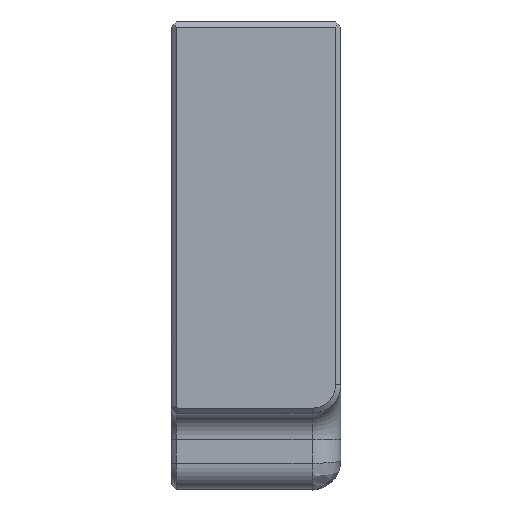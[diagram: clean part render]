
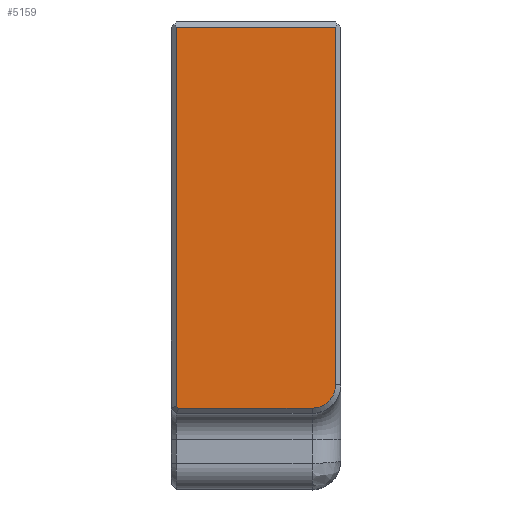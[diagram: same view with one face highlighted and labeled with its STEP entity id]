
A CAD part, top view. The second image highlights one B-rep face of the part: STEP entity #5159.
In plain terms, the highlighted planar face has unit normal (0, 0, 1).
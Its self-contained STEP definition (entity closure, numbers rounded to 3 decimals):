
#1591=DIRECTION('',(-1.,0.,0.));
#1592=VECTOR('',#1591,5.117);
#1593=CARTESIAN_POINT('',(-1.1,5.2,13.5));
#1594=LINE('',#1593,#1592);
#1598=DIRECTION('',(-0.707,0.707,0.));
#1599=VECTOR('',#1598,0.117);
#1600=CARTESIAN_POINT('',(-6.217,5.2,13.5));
#1601=LINE('',#1600,#1599);
#1605=DIRECTION('',(0.,-1.,0.));
#1606=VECTOR('',#1605,14.517);
#1607=CARTESIAN_POINT('',(-6.3,19.8,13.5));
#1608=LINE('',#1607,#1606);
#1612=DIRECTION('',(-1.,0.,0.));
#1613=VECTOR('',#1612,6.1);
#1614=CARTESIAN_POINT('',(-0.2,19.8,13.5));
#1615=LINE('',#1614,#1613);
#1619=DIRECTION('',(0.,-1.,0.));
#1620=VECTOR('',#1619,13.7);
#1621=CARTESIAN_POINT('',(-0.2,19.8,13.5));
#1622=LINE('',#1621,#1620);
#1626=CARTESIAN_POINT('',(-1.1,6.1,13.5));
#1627=DIRECTION('',(0.,0.,-1.));
#1628=DIRECTION('',(1.,0.,0.));
#1629=AXIS2_PLACEMENT_3D('',#1626,#1627,#1628);
#2720=CARTESIAN_POINT('',(-6.217,5.2,13.5));
#2722=VERTEX_POINT('',#2720);
#2723=CARTESIAN_POINT('',(-1.1,5.2,13.5));
#2724=VERTEX_POINT('',#2723);
#2729=CARTESIAN_POINT('',(-0.2,6.1,13.5));
#2730=VERTEX_POINT('',#2729);
#2733=CARTESIAN_POINT('',(-0.2,19.8,13.5));
#2734=VERTEX_POINT('',#2733);
#2735=CARTESIAN_POINT('',(-6.3,5.283,13.5));
#2737=VERTEX_POINT('',#2735);
#2741=CARTESIAN_POINT('',(-6.3,19.8,13.5));
#2742=VERTEX_POINT('',#2741);
#5143=CARTESIAN_POINT('',(0.,5.,13.5));
#5144=DIRECTION('',(0.,0.,1.));
#5145=DIRECTION('',(0.,1.,0.));
#5146=AXIS2_PLACEMENT_3D('',#5143,#5144,#5145);
#5147=PLANE('',#5146);
#5148=ORIENTED_EDGE('',*,*,#5127,.T.);
#5149=ORIENTED_EDGE('',*,*,#5109,.T.);
#5150=ORIENTED_EDGE('',*,*,#5087,.F.);
#5152=ORIENTED_EDGE('',*,*,#5151,.F.);
#5154=ORIENTED_EDGE('',*,*,#5153,.T.);
#5156=ORIENTED_EDGE('',*,*,#5155,.T.);
#5157=EDGE_LOOP('',(#5148,#5149,#5150,#5152,#5154,#5156));
#5158=FACE_OUTER_BOUND('',#5157,.F.);
#1630=CIRCLE('',#1629,0.9);
#5087=EDGE_CURVE('',#2742,#2737,#1608,.T.);
#5109=EDGE_CURVE('',#2722,#2737,#1601,.T.);
#5127=EDGE_CURVE('',#2724,#2722,#1594,.T.);
#5151=EDGE_CURVE('',#2734,#2742,#1615,.T.);
#5153=EDGE_CURVE('',#2734,#2730,#1622,.T.);
#5155=EDGE_CURVE('',#2730,#2724,#1630,.T.);
#5159=ADVANCED_FACE('',(#5158),#5147,.T.);
